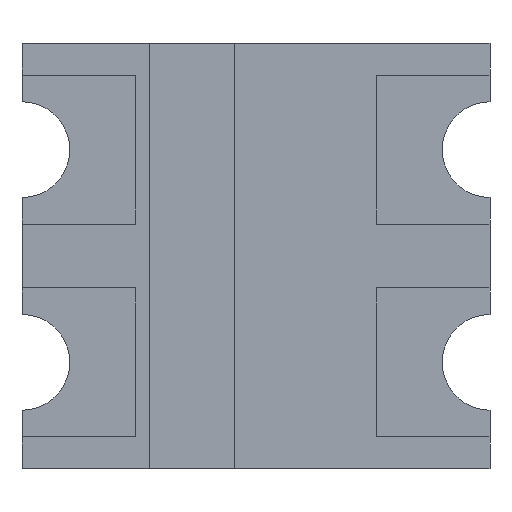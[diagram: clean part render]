
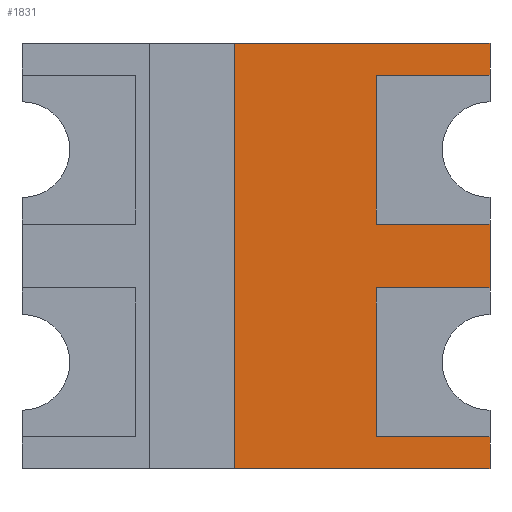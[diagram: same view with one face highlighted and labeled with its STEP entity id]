
A CAD part, front view. The second image highlights one B-rep face of the part: STEP entity #1831.
In plain terms, the highlighted planar face has unit normal (0, -1, 0).
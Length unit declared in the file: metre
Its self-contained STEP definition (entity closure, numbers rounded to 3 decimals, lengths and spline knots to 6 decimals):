
#417=ORIENTED_EDGE('',*,*,#774,.F.);
#418=ORIENTED_EDGE('',*,*,#801,.T.);
#419=ORIENTED_EDGE('',*,*,#802,.T.);
#420=ORIENTED_EDGE('',*,*,#758,.F.);
#421=ORIENTED_EDGE('',*,*,#756,.F.);
#422=ORIENTED_EDGE('',*,*,#754,.F.);
#423=ORIENTED_EDGE('',*,*,#793,.F.);
#424=ORIENTED_EDGE('',*,*,#751,.F.);
#425=ORIENTED_EDGE('',*,*,#749,.F.);
#426=ORIENTED_EDGE('',*,*,#747,.F.);
#427=ORIENTED_EDGE('',*,*,#798,.F.);
#428=ORIENTED_EDGE('',*,*,#803,.T.);
#747=EDGE_CURVE('',#967,#968,#1137,.T.);
#749=EDGE_CURVE('',#968,#969,#1139,.T.);
#751=EDGE_CURVE('',#969,#970,#1141,.T.);
#754=EDGE_CURVE('',#971,#972,#1144,.T.);
#756=EDGE_CURVE('',#972,#973,#1146,.T.);
#758=EDGE_CURVE('',#973,#974,#1148,.T.);
#774=EDGE_CURVE('',#989,#990,#1164,.T.);
#793=EDGE_CURVE('',#970,#971,#1180,.T.);
#798=EDGE_CURVE('',#1003,#967,#1184,.T.);
#801=EDGE_CURVE('',#989,#1005,#1187,.T.);
#802=EDGE_CURVE('',#1005,#974,#1188,.T.);
#803=EDGE_CURVE('',#1003,#990,#1189,.T.);
#967=VERTEX_POINT('',#2917);
#968=VERTEX_POINT('',#2919);
#969=VERTEX_POINT('',#2923);
#970=VERTEX_POINT('',#2927);
#971=VERTEX_POINT('',#2931);
#972=VERTEX_POINT('',#2933);
#973=VERTEX_POINT('',#2937);
#974=VERTEX_POINT('',#2941);
#989=VERTEX_POINT('',#2975);
#990=VERTEX_POINT('',#2977);
#1003=VERTEX_POINT('',#3024);
#1005=VERTEX_POINT('',#3030);
#1137=LINE('',#2918,#1343);
#1139=LINE('',#2922,#1345);
#1141=LINE('',#2926,#1347);
#1144=LINE('',#2932,#1350);
#1146=LINE('',#2936,#1352);
#1148=LINE('',#2940,#1354);
#1164=LINE('',#2976,#1370);
#1180=LINE('',#3014,#1386);
#1184=LINE('',#3023,#1390);
#1187=LINE('',#3029,#1393);
#1188=LINE('',#3031,#1394);
#1189=LINE('',#3032,#1395);
#1343=VECTOR('',#2374,1.);
#1345=VECTOR('',#2378,1.);
#1347=VECTOR('',#2382,1.);
#1350=VECTOR('',#2387,1.);
#1352=VECTOR('',#2391,1.);
#1354=VECTOR('',#2395,1.);
#1370=VECTOR('',#2419,1.);
#1386=VECTOR('',#2457,1.);
#1390=VECTOR('',#2467,1.);
#1393=VECTOR('',#2472,1.);
#1394=VECTOR('',#2473,1.);
#1395=VECTOR('',#2474,1.);
#1534=EDGE_LOOP('',(#417,#418,#419,#420,#421,#422,#423,#424,#425,#426,#427,
#428));
#1640=FACE_BOUND('',#1534,.T.);
#1732=PLANE('',#2074);
#1831=ADVANCED_FACE('',(#1640),#1732,.F.);
#2074=AXIS2_PLACEMENT_3D('',#3028,#2470,#2471);
#2374=DIRECTION('',(-1.,0.,0.));
#2378=DIRECTION('',(0.,0.,-1.));
#2382=DIRECTION('',(1.,0.,0.));
#2387=DIRECTION('',(-1.,0.,0.));
#2391=DIRECTION('',(0.,0.,-1.));
#2395=DIRECTION('',(1.,0.,0.));
#2419=DIRECTION('',(0.,0.,1.));
#2457=DIRECTION('',(0.,0.,-1.));
#2467=DIRECTION('',(0.,0.,-1.));
#2470=DIRECTION('',(0.,1.,0.));
#2471=DIRECTION('',(0.,0.,1.));
#2472=DIRECTION('',(1.,0.,0.));
#2473=DIRECTION('',(0.,0.,1.));
#2474=DIRECTION('',(-1.,0.,0.));
#2917=CARTESIAN_POINT('',(0.0011,0.00001,0.00085));
#2918=CARTESIAN_POINT('',(-0.0011,0.00001,0.00085));
#2919=CARTESIAN_POINT('',(0.000565,0.00001,0.00085));
#2922=CARTESIAN_POINT('',(0.000565,0.00001,-0.00085));
#2923=CARTESIAN_POINT('',(0.000565,0.00001,0.00015));
#2926=CARTESIAN_POINT('',(-0.000565,0.00001,0.00015));
#2927=CARTESIAN_POINT('',(0.0011,0.00001,0.00015));
#2931=CARTESIAN_POINT('',(0.0011,0.00001,-0.00015));
#2932=CARTESIAN_POINT('',(-0.000565,0.00001,-0.00015));
#2933=CARTESIAN_POINT('',(0.000565,0.00001,-0.00015));
#2936=CARTESIAN_POINT('',(0.000565,0.00001,0.));
#2937=CARTESIAN_POINT('',(0.000565,0.00001,-0.00085));
#2940=CARTESIAN_POINT('',(-0.0011,0.00001,-0.00085));
#2941=CARTESIAN_POINT('',(0.0011,0.00001,-0.00085));
#2975=CARTESIAN_POINT('',(-0.0001,0.00001,-0.001));
#2976=CARTESIAN_POINT('',(-0.0001,0.00001,0.));
#2977=CARTESIAN_POINT('',(-0.0001,0.00001,0.001));
#3014=CARTESIAN_POINT('',(0.0011,0.00001,0.));
#3023=CARTESIAN_POINT('',(0.0011,0.00001,0.));
#3024=CARTESIAN_POINT('',(0.0011,0.00001,0.001));
#3028=CARTESIAN_POINT('',(0.,0.00001,0.));
#3029=CARTESIAN_POINT('',(-0.0011,0.00001,-0.001));
#3030=CARTESIAN_POINT('',(0.0011,0.00001,-0.001));
#3031=CARTESIAN_POINT('',(0.0011,0.00001,0.001));
#3032=CARTESIAN_POINT('',(-0.0011,0.00001,0.001));
